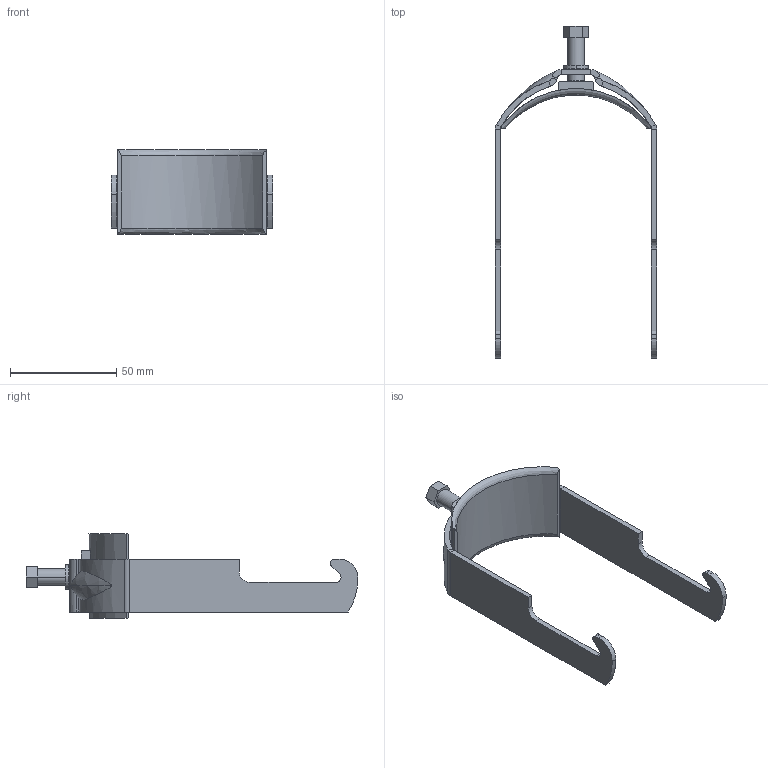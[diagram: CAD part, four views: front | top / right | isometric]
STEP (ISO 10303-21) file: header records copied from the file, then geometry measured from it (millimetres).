
FILE_DESCRIPTION (( 'STEP AP214' ), '1' );
FILE_NAME ('1180681.stp', '2017-09-15T11:53:26', ( '' ), ( '' ), 'SwSTEP 2.0', 'SolidWorks 2016', '' );
FILE_SCHEMA (( 'AUTOMOTIVE_DESIGN' ));
Length unit declared in the file: millimetre
Products named in the file (5): EB104-12-02_Standard; EB104-00-04_Standard; EB104-00-03_Druckschraube - M8 x 20; EB504-12-01_Standard; 1180681
Assembly tree (4 placements, depth 2):
  1180681
    EB504-12-01_Standard
    EB104-00-03_Druckschraube - M8 x 20
    EB104-00-04_Standard
    EB104-12-02_Standard
Bounding box: 76 x 156.5 x 40 mm (x, y, z)
Volume: 27366.4 mm3; surface area: 24385.9 mm2
Topology: 4 solids, 4 shells, 215 faces, 527 edges, 325 vertices
Faces by surface type: plane 143, cylinder 48, torus 14, cone 8, bspline 2
Entity records: 7154 total; most frequent: CARTESIAN_POINT 1931, ORIENTED_EDGE 1050, DIRECTION 1036, EDGE_CURVE 525, LINE 348, VECTOR 348, AXIS2_PLACEMENT_3D 344, VERTEX_POINT 325
